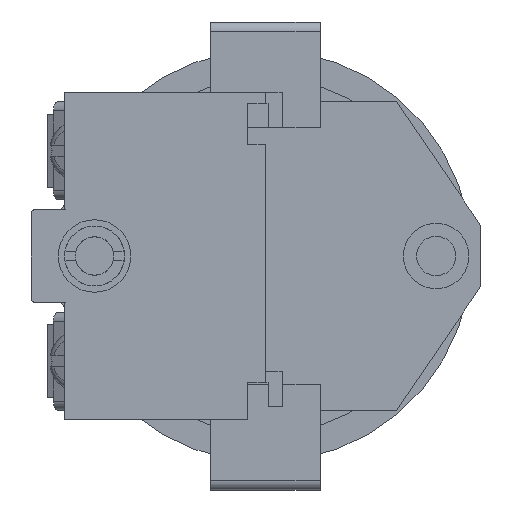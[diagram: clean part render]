
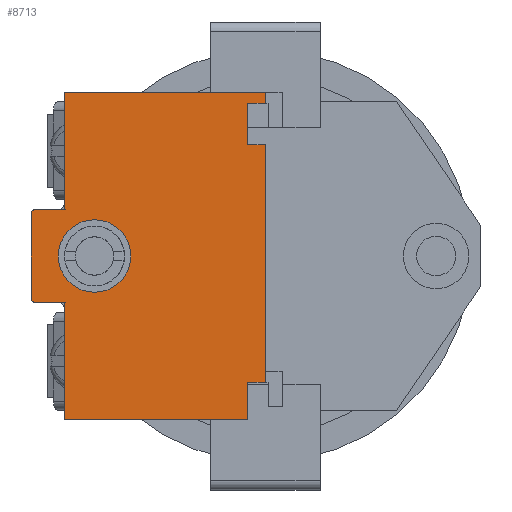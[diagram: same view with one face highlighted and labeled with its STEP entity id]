
A CAD part, front view. The second image highlights one B-rep face of the part: STEP entity #8713.
In plain terms, the highlighted planar face has unit normal (0, -1, 0).
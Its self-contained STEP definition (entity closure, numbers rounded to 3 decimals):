
#171 = CARTESIAN_POINT ( 'NONE',  ( -25., -45.1, 5. ) ) ;
#182 = LINE ( 'NONE', #8714, #10505 ) ;
#298 = VERTEX_POINT ( 'NONE', #11770 ) ;
#375 = ORIENTED_EDGE ( 'NONE', *, *, #5225, .T. ) ;
#446 = VERTEX_POINT ( 'NONE', #4708 ) ;
#486 = CARTESIAN_POINT ( 'NONE',  ( -12.5, -45.1, 0. ) ) ;
#586 = ORIENTED_EDGE ( 'NONE', *, *, #10351, .T. ) ;
#720 = CARTESIAN_POINT ( 'NONE',  ( -1.9, -45.1, 16.3 ) ) ;
#762 = DIRECTION ( 'NONE',  ( 1., 0., 0. ) ) ;
#914 = ORIENTED_EDGE ( 'NONE', *, *, #3684, .T. ) ;
#1013 = AXIS2_PLACEMENT_3D ( 'NONE', #486, #6791, #9775 ) ;
#1042 = EDGE_CURVE ( 'NONE', #1195, #8350, #7788, .T. ) ;
#1086 = ORIENTED_EDGE ( 'NONE', *, *, #11238, .T. ) ;
#1109 = VECTOR ( 'NONE', #2712, 1000. ) ;
#1195 = VERTEX_POINT ( 'NONE', #3162 ) ;
#1255 = VECTOR ( 'NONE', #9857, 1000. ) ;
#1317 = DIRECTION ( 'NONE',  ( 0., 0., 1. ) ) ;
#1479 = VECTOR ( 'NONE', #11284, 1000. ) ;
#1592 = ORIENTED_EDGE ( 'NONE', *, *, #13330, .T. ) ;
#1669 = VERTEX_POINT ( 'NONE', #7229 ) ;
#1746 = VERTEX_POINT ( 'NONE', #4424 ) ;
#1911 = LINE ( 'NONE', #3777, #5789 ) ;
#2000 = CARTESIAN_POINT ( 'NONE',  ( -25., -45.1, -17.5 ) ) ;
#2047 = DIRECTION ( 'NONE',  ( 1., 0., 0. ) ) ;
#2442 = DIRECTION ( 'NONE',  ( -1., 0., 0. ) ) ;
#2468 = VERTEX_POINT ( 'NONE', #7336 ) ;
#2565 = LINE ( 'NONE', #13306, #12847 ) ;
#2676 = DIRECTION ( 'NONE',  ( 1., 0., 0. ) ) ;
#2704 = VERTEX_POINT ( 'NONE', #7783 ) ;
#2712 = DIRECTION ( 'NONE',  ( 1., 0., 0. ) ) ;
#2719 = CARTESIAN_POINT ( 'NONE',  ( -1.9, -45.1, 16.3 ) ) ;
#2737 = LINE ( 'NONE', #171, #8702 ) ;
#2745 = VERTEX_POINT ( 'NONE', #6691 ) ;
#3055 = VECTOR ( 'NONE', #2047, 1000. ) ;
#3162 = CARTESIAN_POINT ( 'NONE',  ( -14.375, -45.1, 0. ) ) ;
#3277 = EDGE_CURVE ( 'NONE', #1669, #5043, #1911, .T. ) ;
#3358 = CARTESIAN_POINT ( 'NONE',  ( -1.9, -45.1, 16.3 ) ) ;
#3466 = VECTOR ( 'NONE', #9241, 1000. ) ;
#3470 = CARTESIAN_POINT ( 'NONE',  ( -24.5, -45.1, -4.5 ) ) ;
#3632 = ORIENTED_EDGE ( 'NONE', *, *, #8978, .F. ) ;
#3684 = EDGE_CURVE ( 'NONE', #1746, #6904, #9725, .T. ) ;
#3741 = CARTESIAN_POINT ( 'NONE',  ( -21.5, -45.1, 5. ) ) ;
#3777 = CARTESIAN_POINT ( 'NONE',  ( -25., -45.1, 17.5 ) ) ;
#3806 = ORIENTED_EDGE ( 'NONE', *, *, #4389, .T. ) ;
#3857 = DIRECTION ( 'NONE',  ( -1., 0., 0. ) ) ;
#3928 = ORIENTED_EDGE ( 'NONE', *, *, #12619, .T. ) ;
#3987 = CARTESIAN_POINT ( 'NONE',  ( -18.25, -45.1, 0. ) ) ;
#4119 = CARTESIAN_POINT ( 'NONE',  ( 0., -45.1, 11.9 ) ) ;
#4389 = EDGE_CURVE ( 'NONE', #10059, #2468, #182, .T. ) ;
#4424 = CARTESIAN_POINT ( 'NONE',  ( -1.9, -45.1, 11.9 ) ) ;
#4506 = CARTESIAN_POINT ( 'NONE',  ( 0., -45.1, 17.5 ) ) ;
#4518 = CARTESIAN_POINT ( 'NONE',  ( -21.5, -45.1, 5. ) ) ;
#4567 = EDGE_CURVE ( 'NONE', #6535, #1669, #10970, .T. ) ;
#4582 = DIRECTION ( 'NONE',  ( 0., 1., 0. ) ) ;
#4708 = CARTESIAN_POINT ( 'NONE',  ( -1.9, -45.1, -17.5 ) ) ;
#4808 = LINE ( 'NONE', #720, #6744 ) ;
#4868 = CARTESIAN_POINT ( 'NONE',  ( -25., -45.1, -4.5 ) ) ;
#5043 = VERTEX_POINT ( 'NONE', #4506 ) ;
#5091 = CARTESIAN_POINT ( 'NONE',  ( 0., -45.1, 17.5 ) ) ;
#5145 = LINE ( 'NONE', #9947, #1255 ) ;
#5225 = EDGE_CURVE ( 'NONE', #11027, #10059, #11100, .T. ) ;
#5262 = EDGE_CURVE ( 'NONE', #12547, #298, #8050, .T. ) ;
#5321 = VECTOR ( 'NONE', #8796, 1000. ) ;
#5413 = EDGE_CURVE ( 'NONE', #2745, #298, #6933, .T. ) ;
#5564 = AXIS2_PLACEMENT_3D ( 'NONE', #3987, #13063, #7111 ) ;
#5711 = ORIENTED_EDGE ( 'NONE', *, *, #9771, .F. ) ;
#5724 = DIRECTION ( 'NONE',  ( 0., -1., 0. ) ) ;
#5729 = DIRECTION ( 'NONE',  ( 0., 0., -1. ) ) ;
#5733 = LINE ( 'NONE', #12328, #3466 ) ;
#5789 = VECTOR ( 'NONE', #762, 1000. ) ;
#5845 = EDGE_CURVE ( 'NONE', #11402, #1746, #5145, .T. ) ;
#5895 = CARTESIAN_POINT ( 'NONE',  ( -24.5, -45.1, 4.5 ) ) ;
#6061 = ORIENTED_EDGE ( 'NONE', *, *, #5845, .T. ) ;
#6074 = CIRCLE ( 'NONE', #10422, 3.875 ) ;
#6140 = CARTESIAN_POINT ( 'NONE',  ( 0.3, -45.1, -13.5 ) ) ;
#6146 = LINE ( 'NONE', #2000, #1479 ) ;
#6159 = VECTOR ( 'NONE', #1317, 1000. ) ;
#6167 = ORIENTED_EDGE ( 'NONE', *, *, #11034, .F. ) ;
#6535 = VERTEX_POINT ( 'NONE', #3741 ) ;
#6691 = CARTESIAN_POINT ( 'NONE',  ( -24.5, -45.1, 5. ) ) ;
#6744 = VECTOR ( 'NONE', #2676, 1000. ) ;
#6791 = DIRECTION ( 'NONE',  ( 0., 1., 0. ) ) ;
#6800 = CARTESIAN_POINT ( 'NONE',  ( -25., -45.1, -5. ) ) ;
#6904 = VERTEX_POINT ( 'NONE', #2719 ) ;
#6933 = CIRCLE ( 'NONE', #7118, 0.5 ) ;
#7111 = DIRECTION ( 'NONE',  ( -1., 0., 0. ) ) ;
#7118 = AXIS2_PLACEMENT_3D ( 'NONE', #5895, #13117, #3857 ) ;
#7229 = CARTESIAN_POINT ( 'NONE',  ( -21.5, -45.1, 17.5 ) ) ;
#7336 = CARTESIAN_POINT ( 'NONE',  ( -21.5, -45.1, -17.5 ) ) ;
#7709 = CARTESIAN_POINT ( 'NONE',  ( -18.25, -45.1, 0. ) ) ;
#7737 = ORIENTED_EDGE ( 'NONE', *, *, #1042, .T. ) ;
#7783 = CARTESIAN_POINT ( 'NONE',  ( -1.9, -45.1, -13.5 ) ) ;
#7788 = CIRCLE ( 'NONE', #5564, 3.875 ) ;
#7798 = VERTEX_POINT ( 'NONE', #12819 ) ;
#8039 = EDGE_LOOP ( 'NONE', ( #914, #586, #9179, #8196, #12911, #5711, #9874, #10584, #1592, #375, #3806, #3632, #3928, #9323, #6167, #6061 ) ) ;
#8050 = LINE ( 'NONE', #10802, #5321 ) ;
#8101 = CARTESIAN_POINT ( 'NONE',  ( -24.5, -45.1, -5. ) ) ;
#8138 = AXIS2_PLACEMENT_3D ( 'NONE', #3470, #5724, #2442 ) ;
#8196 = ORIENTED_EDGE ( 'NONE', *, *, #3277, .F. ) ;
#8241 = VECTOR ( 'NONE', #10649, 1000. ) ;
#8350 = VERTEX_POINT ( 'NONE', #9643 ) ;
#8702 = VECTOR ( 'NONE', #9557, 1000. ) ;
#8713 = ADVANCED_FACE ( 'NONE', ( #13223, #13066 ), #10876, .F. ) ;
#8714 = CARTESIAN_POINT ( 'NONE',  ( -21.5, -45.1, -5. ) ) ;
#8796 = DIRECTION ( 'NONE',  ( 0., 0., 1. ) ) ;
#8834 = DIRECTION ( 'NONE',  ( -1., 0., 0. ) ) ;
#8978 = EDGE_CURVE ( 'NONE', #446, #2468, #6146, .T. ) ;
#9175 = CARTESIAN_POINT ( 'NONE',  ( -21.5, -45.1, -5. ) ) ;
#9179 = ORIENTED_EDGE ( 'NONE', *, *, #11967, .F. ) ;
#9241 = DIRECTION ( 'NONE',  ( 0., 0., -1. ) ) ;
#9323 = ORIENTED_EDGE ( 'NONE', *, *, #9993, .T. ) ;
#9557 = DIRECTION ( 'NONE',  ( 1., 0., 0. ) ) ;
#9643 = CARTESIAN_POINT ( 'NONE',  ( -22.125, -45.1, 0. ) ) ;
#9725 = LINE ( 'NONE', #3358, #6159 ) ;
#9771 = EDGE_CURVE ( 'NONE', #2745, #6535, #2737, .T. ) ;
#9775 = DIRECTION ( 'NONE',  ( -1., 0., 0. ) ) ;
#9787 = CIRCLE ( 'NONE', #8138, 0.5 ) ;
#9857 = DIRECTION ( 'NONE',  ( -1., 0., 0. ) ) ;
#9874 = ORIENTED_EDGE ( 'NONE', *, *, #5413, .T. ) ;
#9947 = CARTESIAN_POINT ( 'NONE',  ( -12.5, -45.1, 11.9 ) ) ;
#9993 = EDGE_CURVE ( 'NONE', #2704, #7798, #10316, .T. ) ;
#10059 = VERTEX_POINT ( 'NONE', #9175 ) ;
#10292 = LINE ( 'NONE', #5091, #12680 ) ;
#10316 = LINE ( 'NONE', #6140, #3055 ) ;
#10351 = EDGE_CURVE ( 'NONE', #6904, #11454, #4808, .T. ) ;
#10394 = DIRECTION ( 'NONE',  ( 0., 0., 1. ) ) ;
#10422 = AXIS2_PLACEMENT_3D ( 'NONE', #7709, #4582, #8834 ) ;
#10505 = VECTOR ( 'NONE', #5729, 1000. ) ;
#10584 = ORIENTED_EDGE ( 'NONE', *, *, #5262, .F. ) ;
#10649 = DIRECTION ( 'NONE',  ( 0., 0., 1. ) ) ;
#10802 = CARTESIAN_POINT ( 'NONE',  ( -25., -45.1, 17.5 ) ) ;
#10876 = PLANE ( 'NONE',  #1013 ) ;
#10970 = LINE ( 'NONE', #4518, #8241 ) ;
#11027 = VERTEX_POINT ( 'NONE', #8101 ) ;
#11034 = EDGE_CURVE ( 'NONE', #11402, #7798, #10292, .T. ) ;
#11100 = LINE ( 'NONE', #6800, #1109 ) ;
#11238 = EDGE_CURVE ( 'NONE', #8350, #1195, #6074, .T. ) ;
#11284 = DIRECTION ( 'NONE',  ( -1., 0., 0. ) ) ;
#11402 = VERTEX_POINT ( 'NONE', #4119 ) ;
#11418 = EDGE_LOOP ( 'NONE', ( #7737, #1086 ) ) ;
#11454 = VERTEX_POINT ( 'NONE', #13292 ) ;
#11770 = CARTESIAN_POINT ( 'NONE',  ( -25., -45.1, 4.5 ) ) ;
#11967 = EDGE_CURVE ( 'NONE', #5043, #11454, #5733, .T. ) ;
#12264 = DIRECTION ( 'NONE',  ( 0., 0., -1. ) ) ;
#12328 = CARTESIAN_POINT ( 'NONE',  ( 0., -45.1, 17.5 ) ) ;
#12547 = VERTEX_POINT ( 'NONE', #4868 ) ;
#12619 = EDGE_CURVE ( 'NONE', #446, #2704, #2565, .T. ) ;
#12680 = VECTOR ( 'NONE', #12264, 1000. ) ;
#12819 = CARTESIAN_POINT ( 'NONE',  ( 0., -45.1, -13.5 ) ) ;
#12847 = VECTOR ( 'NONE', #10394, 1000. ) ;
#12911 = ORIENTED_EDGE ( 'NONE', *, *, #4567, .F. ) ;
#13063 = DIRECTION ( 'NONE',  ( 0., 1., 0. ) ) ;
#13066 = FACE_OUTER_BOUND ( 'NONE', #8039, .T. ) ;
#13117 = DIRECTION ( 'NONE',  ( 0., -1., 0. ) ) ;
#13223 = FACE_BOUND ( 'NONE', #11418, .T. ) ;
#13292 = CARTESIAN_POINT ( 'NONE',  ( 0., -45.1, 16.3 ) ) ;
#13306 = CARTESIAN_POINT ( 'NONE',  ( -1.9, -45.1, -17.5 ) ) ;
#13330 = EDGE_CURVE ( 'NONE', #12547, #11027, #9787, .T. ) ;
